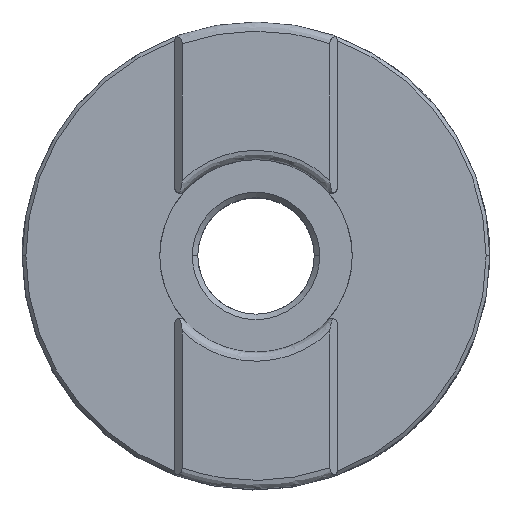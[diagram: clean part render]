
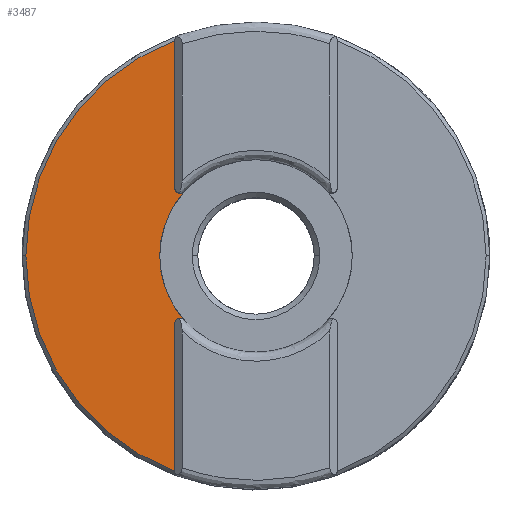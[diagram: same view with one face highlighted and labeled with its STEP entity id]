
A CAD part, top view. The second image highlights one B-rep face of the part: STEP entity #3487.
In plain terms, the highlighted planar face has unit normal (0, 0, 1).
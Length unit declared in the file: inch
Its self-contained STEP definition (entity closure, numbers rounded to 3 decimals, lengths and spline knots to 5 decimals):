
#44 = CARTESIAN_POINT ( 'NONE',  ( -0.1626, -0.14596, 0.40157 ) ) ;
#69 = CARTESIAN_POINT ( 'NONE',  ( -0.49409, 0., 0.40157 ) ) ;
#70 = ORIENTED_EDGE ( 'NONE', *, *, #2221, .F. ) ;
#125 = ORIENTED_EDGE ( 'NONE', *, *, #3224, .T. ) ;
#143 = AXIS2_PLACEMENT_3D ( 'NONE', #44, #873, #1891 ) ;
#166 = CARTESIAN_POINT ( 'NONE',  ( -0.15381, -0.13807, 0.40157 ) ) ;
#181 = EDGE_CURVE ( 'NONE', #3398, #631, #2024, .T. ) ;
#247 = AXIS2_PLACEMENT_3D ( 'NONE', #437, #471, #1250 ) ;
#344 = ORIENTED_EDGE ( 'NONE', *, *, #181, .T. ) ;
#372 = VERTEX_POINT ( 'NONE', #166 ) ;
#389 = DIRECTION ( 'NONE',  ( 1., 0., 0. ) ) ;
#437 = CARTESIAN_POINT ( 'NONE',  ( 0., 0., 0.40157 ) ) ;
#471 = DIRECTION ( 'NONE',  ( 0., 0., -1. ) ) ;
#524 = DIRECTION ( 'NONE',  ( 1., 0., 0. ) ) ;
#555 = ORIENTED_EDGE ( 'NONE', *, *, #2788, .T. ) ;
#631 = VERTEX_POINT ( 'NONE', #1742 ) ;
#644 = EDGE_CURVE ( 'NONE', #648, #2818, #686, .T. ) ;
#648 = VERTEX_POINT ( 'NONE', #1995 ) ;
#686 = CIRCLE ( 'NONE', #1076, 0.20669 ) ;
#719 = EDGE_LOOP ( 'NONE', ( #1523, #344, #998, #125, #2551, #70, #555, #1128 ) ) ;
#724 = VECTOR ( 'NONE', #1045, 39.37008 ) ;
#831 = CARTESIAN_POINT ( 'NONE',  ( -0.17441, 0., 0.40157 ) ) ;
#833 = PLANE ( 'NONE',  #2573 ) ;
#873 = DIRECTION ( 'NONE',  ( 0., 0., 1. ) ) ;
#974 = DIRECTION ( 'NONE',  ( 0., 0., -1. ) ) ;
#996 = AXIS2_PLACEMENT_3D ( 'NONE', #1274, #974, #3469 ) ;
#998 = ORIENTED_EDGE ( 'NONE', *, *, #3368, .F. ) ;
#1045 = DIRECTION ( 'NONE',  ( 0., 1., 0. ) ) ;
#1076 = AXIS2_PLACEMENT_3D ( 'NONE', #1761, #1704, #389 ) ;
#1128 = ORIENTED_EDGE ( 'NONE', *, *, #2968, .F. ) ;
#1250 = DIRECTION ( 'NONE',  ( -1., 0., 0. ) ) ;
#1274 = CARTESIAN_POINT ( 'NONE',  ( 0., 0., 0.40157 ) ) ;
#1337 = VERTEX_POINT ( 'NONE', #69 ) ;
#1376 = CARTESIAN_POINT ( 'NONE',  ( 0., 0., 0.40157 ) ) ;
#1523 = ORIENTED_EDGE ( 'NONE', *, *, #1874, .F. ) ;
#1554 = CARTESIAN_POINT ( 'NONE',  ( -0.17441, 0.46229, 0.40157 ) ) ;
#1650 = VERTEX_POINT ( 'NONE', #2260 ) ;
#1656 = CIRCLE ( 'NONE', #2011, 0.49409 ) ;
#1687 = CARTESIAN_POINT ( 'NONE',  ( -0.17441, -0.46229, 0.40157 ) ) ;
#1696 = CIRCLE ( 'NONE', #143, 0.01181 ) ;
#1704 = DIRECTION ( 'NONE',  ( 0., 0., -1. ) ) ;
#1742 = CARTESIAN_POINT ( 'NONE',  ( -0.17441, -0.14596, 0.40157 ) ) ;
#1761 = CARTESIAN_POINT ( 'NONE',  ( 0., 0., 0.40157 ) ) ;
#1798 = VECTOR ( 'NONE', #3146, 39.37008 ) ;
#1874 = EDGE_CURVE ( 'NONE', #3398, #1337, #1656, .T. ) ;
#1879 = DIRECTION ( 'NONE',  ( -1., 0., 0. ) ) ;
#1891 = DIRECTION ( 'NONE',  ( 1., 0., 0. ) ) ;
#1900 = DIRECTION ( 'NONE',  ( 0., 0., 1. ) ) ;
#1995 = CARTESIAN_POINT ( 'NONE',  ( -0.20669, 0., 0.40157 ) ) ;
#2000 = CIRCLE ( 'NONE', #2746, 0.01181 ) ;
#2011 = AXIS2_PLACEMENT_3D ( 'NONE', #3222, #2984, #1879 ) ;
#2024 = LINE ( 'NONE', #2564, #1798 ) ;
#2221 = EDGE_CURVE ( 'NONE', #1650, #2818, #2000, .T. ) ;
#2260 = CARTESIAN_POINT ( 'NONE',  ( -0.17441, 0.14596, 0.40157 ) ) ;
#2285 = CARTESIAN_POINT ( 'NONE',  ( -0.1626, 0.14596, 0.40157 ) ) ;
#2448 = CIRCLE ( 'NONE', #996, 0.20669 ) ;
#2549 = DIRECTION ( 'NONE',  ( 0., 0., 1. ) ) ;
#2551 = ORIENTED_EDGE ( 'NONE', *, *, #644, .T. ) ;
#2564 = CARTESIAN_POINT ( 'NONE',  ( -0.17441, 0., 0.40157 ) ) ;
#2573 = AXIS2_PLACEMENT_3D ( 'NONE', #1376, #1900, #524 ) ;
#2746 = AXIS2_PLACEMENT_3D ( 'NONE', #2285, #2549, #3087 ) ;
#2788 = EDGE_CURVE ( 'NONE', #1650, #3346, #3039, .T. ) ;
#2818 = VERTEX_POINT ( 'NONE', #2852 ) ;
#2852 = CARTESIAN_POINT ( 'NONE',  ( -0.15381, 0.13807, 0.40157 ) ) ;
#2968 = EDGE_CURVE ( 'NONE', #1337, #3346, #3485, .T. ) ;
#2984 = DIRECTION ( 'NONE',  ( 0., 0., -1. ) ) ;
#3005 = FACE_OUTER_BOUND ( 'NONE', #719, .T. ) ;
#3039 = LINE ( 'NONE', #831, #724 ) ;
#3087 = DIRECTION ( 'NONE',  ( 1., 0., 0. ) ) ;
#3146 = DIRECTION ( 'NONE',  ( 0., 1., 0. ) ) ;
#3222 = CARTESIAN_POINT ( 'NONE',  ( 0., 0., 0.40157 ) ) ;
#3224 = EDGE_CURVE ( 'NONE', #372, #648, #2448, .T. ) ;
#3346 = VERTEX_POINT ( 'NONE', #1554 ) ;
#3368 = EDGE_CURVE ( 'NONE', #372, #631, #1696, .T. ) ;
#3398 = VERTEX_POINT ( 'NONE', #1687 ) ;
#3469 = DIRECTION ( 'NONE',  ( 1., 0., 0. ) ) ;
#3485 = CIRCLE ( 'NONE', #247, 0.49409 ) ;
#3487 = ADVANCED_FACE ( 'NONE', ( #3005 ), #833, .T. ) ;
